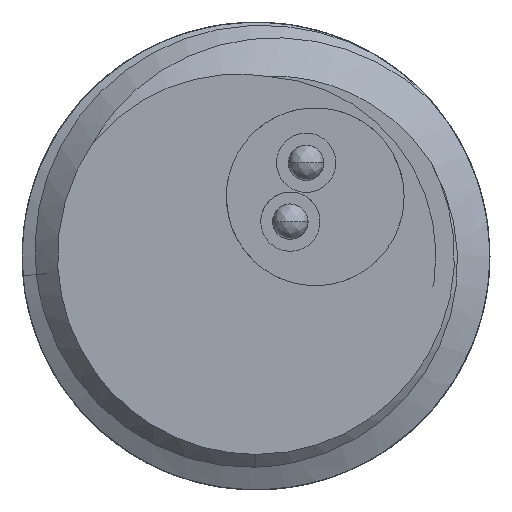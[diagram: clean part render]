
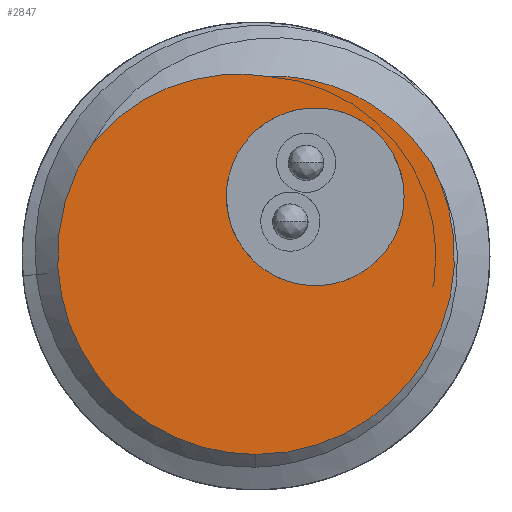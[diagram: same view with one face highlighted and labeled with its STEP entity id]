
A CAD part, front view. The second image highlights one B-rep face of the part: STEP entity #2847.
In plain terms, the highlighted free-form (B-spline) face has degree [1, 1] with [2, 2] control points.
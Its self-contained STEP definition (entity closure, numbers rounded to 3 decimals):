
#2707=CARTESIAN_POINT('',(0.185,0.,3.032));
#2708=VERTEX_POINT('',#2707);
#2748=CARTESIAN_POINT('',(-2.746,0.,1.918));
#2749=VERTEX_POINT('',#2748);
#2767=CARTESIAN_POINT('',(-2.746,0.,1.918));
#2768=CARTESIAN_POINT('',(-2.621,0.,2.067));
#2769=CARTESIAN_POINT('',(-2.359,0.,2.325));
#2770=CARTESIAN_POINT('',(-1.955,0.,2.614));
#2771=CARTESIAN_POINT('',(-1.548,0.,2.823));
#2772=CARTESIAN_POINT('',(-1.134,0.,2.969));
#2773=CARTESIAN_POINT('',(-0.702,0.,3.056));
#2774=CARTESIAN_POINT('',(-0.255,0.,3.082));
#2775=CARTESIAN_POINT('',(0.038,0.,3.056));
#2776=CARTESIAN_POINT('',(0.185,0.,3.032));
#2777=B_SPLINE_CURVE_WITH_KNOTS('',3,(#2767,#2768,#2769,#2770,#2771,#2772,#2773,#2774,#2775,#2776),.UNSPECIFIED.,.F.,.U.,(4,1,1,1,1,1,1,4),(0.,0.143,0.286,0.429,0.571,0.714,0.857,1.),.UNSPECIFIED.);
#2778=EDGE_CURVE('',#2749,#2708,#2777,.T.);
#2783=CARTESIAN_POINT('',(-12.118,0.,-12.118));
#2784=CARTESIAN_POINT('',(-12.118,0.,12.118));
#2785=CARTESIAN_POINT('',(12.118,0.,-12.118));
#2786=CARTESIAN_POINT('',(12.118,0.,12.118));
#2787=B_SPLINE_SURFACE_WITH_KNOTS('',1,1,((#2783,#2784),(#2785,#2786)),.PLANE_SURF.,.F.,.F.,.U.,(2,2),(2,2),(0.,1.),(0.,1.),.UNSPECIFIED.);
#2788=ORIENTED_EDGE('',*,*,#2778,.F.);
#2789=CARTESIAN_POINT('',(0.,0.,-3.35));
#2790=VERTEX_POINT('',#2789);
#2791=CARTESIAN_POINT('',(-2.746,0.,1.918));
#2792=CARTESIAN_POINT('',(-4.384,0.,-0.426));
#2793=CARTESIAN_POINT('',(-2.326,0.,-2.411));
#2794=CARTESIAN_POINT('',(-1.353,0.,-3.35));
#2795=CARTESIAN_POINT('',(0.,0.,-3.35));
#2796=(BOUNDED_CURVE()B_SPLINE_CURVE(2,(#2791,#2792,#2793,#2794,#2795),.CIRCULAR_ARC.,.F.,.U.)B_SPLINE_CURVE_WITH_KNOTS((3,2,3),(0.,0.333,0.514),.UNSPECIFIED.)CURVE()GEOMETRIC_REPRESENTATION_ITEM()RATIONAL_B_SPLINE_CURVE((1.,0.761,1.,0.87,0.881))REPRESENTATION_ITEM(''));
#2797=EDGE_CURVE('',#2749,#2790,#2796,.T.);
#2798=ORIENTED_EDGE('',*,*,#2797,.T.);
#2799=CARTESIAN_POINT('',(2.959,0.,1.57));
#2800=VERTEX_POINT('',#2799);
#2801=CARTESIAN_POINT('',(0.,0.,-3.35));
#2802=CARTESIAN_POINT('',(1.121,0.,-3.35));
#2803=CARTESIAN_POINT('',(2.016,0.,-2.676));
#2804=CARTESIAN_POINT('',(4.299,0.,-0.955));
#2805=CARTESIAN_POINT('',(2.959,0.,1.57));
#2806=(BOUNDED_CURVE()B_SPLINE_CURVE(2,(#2801,#2802,#2803,#2804,#2805),.CIRCULAR_ARC.,.F.,.U.)B_SPLINE_CURVE_WITH_KNOTS((3,2,3),(0.514,0.667,1.),.UNSPECIFIED.)CURVE()GEOMETRIC_REPRESENTATION_ITEM()RATIONAL_B_SPLINE_CURVE((0.881,0.89,1.,0.761,1.))REPRESENTATION_ITEM(''));
#2807=EDGE_CURVE('',#2790,#2800,#2806,.T.);
#2808=ORIENTED_EDGE('',*,*,#2807,.T.);
#2809=CARTESIAN_POINT('',(2.959,0.,1.57));
#2810=CARTESIAN_POINT('',(2.856,0.,1.729));
#2811=CARTESIAN_POINT('',(2.634,0.,2.01));
#2812=CARTESIAN_POINT('',(2.273,0.,2.344));
#2813=CARTESIAN_POINT('',(1.919,0.,2.589));
#2814=CARTESIAN_POINT('',(1.575,0.,2.768));
#2815=CARTESIAN_POINT('',(1.237,0.,2.896));
#2816=CARTESIAN_POINT('',(0.896,0.,2.983));
#2817=CARTESIAN_POINT('',(0.543,0.,3.032));
#2818=CARTESIAN_POINT('',(0.305,0.,3.037));
#2819=CARTESIAN_POINT('',(0.185,0.,3.032));
#2820=B_SPLINE_CURVE_WITH_KNOTS('',3,(#2809,#2810,#2811,#2812,#2813,#2814,#2815,#2816,#2817,#2818,#2819),.UNSPECIFIED.,.F.,.U.,(4,1,1,1,1,1,1,1,4),(0.,0.125,0.25,0.375,0.5,0.625,0.75,0.875,1.),.UNSPECIFIED.);
#2821=EDGE_CURVE('',#2800,#2708,#2820,.T.);
#2822=ORIENTED_EDGE('',*,*,#2821,.T.);
#2823=EDGE_LOOP('',(#2788,#2798,#2808,#2822));
#2824=FACE_OUTER_BOUND('',#2823,.T.);
#2825=CARTESIAN_POINT('',(-0.5,0.,1.));
#2826=VERTEX_POINT('',#2825);
#2827=CARTESIAN_POINT('',(2.5,0.,1.));
#2828=VERTEX_POINT('',#2827);
#2829=CARTESIAN_POINT('',(-0.5,0.,1.));
#2830=CARTESIAN_POINT('',(-0.5,0.,2.5));
#2831=CARTESIAN_POINT('',(1.,0.,2.5));
#2832=CARTESIAN_POINT('',(2.5,0.,2.5));
#2833=CARTESIAN_POINT('',(2.5,0.,1.));
#2834=(BOUNDED_CURVE()B_SPLINE_CURVE(2,(#2829,#2830,#2831,#2832,#2833),.CIRCULAR_ARC.,.F.,.U.)B_SPLINE_CURVE_WITH_KNOTS((3,2,3),(0.,0.5,1.),.UNSPECIFIED.)CURVE()GEOMETRIC_REPRESENTATION_ITEM()RATIONAL_B_SPLINE_CURVE((1.,0.707,1.,0.707,1.))REPRESENTATION_ITEM(''));
#2835=EDGE_CURVE('',#2826,#2828,#2834,.T.);
#2836=ORIENTED_EDGE('',*,*,#2835,.T.);
#2837=CARTESIAN_POINT('',(2.5,0.,1.));
#2838=CARTESIAN_POINT('',(2.5,0.,-0.5));
#2839=CARTESIAN_POINT('',(1.,0.,-0.5));
#2840=CARTESIAN_POINT('',(-0.5,0.,-0.5));
#2841=CARTESIAN_POINT('',(-0.5,0.,1.));
#2842=(BOUNDED_CURVE()B_SPLINE_CURVE(2,(#2837,#2838,#2839,#2840,#2841),.CIRCULAR_ARC.,.F.,.U.)B_SPLINE_CURVE_WITH_KNOTS((3,2,3),(0.,0.5,1.),.UNSPECIFIED.)CURVE()GEOMETRIC_REPRESENTATION_ITEM()RATIONAL_B_SPLINE_CURVE((1.,0.707,1.,0.707,1.))REPRESENTATION_ITEM(''));
#2843=EDGE_CURVE('',#2828,#2826,#2842,.T.);
#2844=ORIENTED_EDGE('',*,*,#2843,.T.);
#2845=EDGE_LOOP('',(#2836,#2844));
#2846=FACE_BOUND('',#2845,.T.);
#2847=ADVANCED_FACE('',(#2824,#2846),#2787,.T.);
